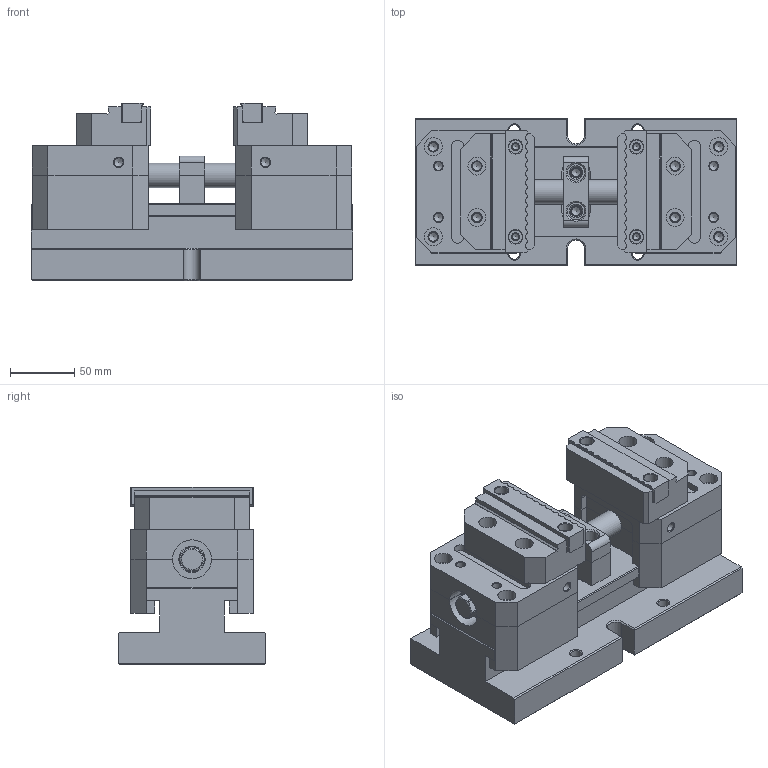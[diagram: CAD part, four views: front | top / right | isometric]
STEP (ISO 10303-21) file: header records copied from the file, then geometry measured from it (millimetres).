
FILE_DESCRIPTION(/* description */ (''),/* implementation_level */ '2;1');
FILE_NAME(/* name */ '24_95A1_Boca_Mordiente_A1_16-76.stp',/* time_stamp */ '2025-10-29T08:53:10+01:00',/* author */ (''),/* organization */ (''),/* preprocessor_version */ 'ST-DEVELOPER v20',/* originating_system */ 'SIEMENS PLM Software NX2406.8100',/* authorisation */ '');
FILE_SCHEMA (('AP203_CONFIGURATION_CONTROLLED_3D_DESIGN_OF_MECHANICAL_PARTS_AND_ASSEMBLIES_MIM_LF { 1 0 10303 403 2 1 2}'));
Length unit declared in the file: millimetre
Products named in the file (1): 24_95A1_Boca_Mordiente_A1_16-76_objects
Bounding box: 250 x 115 x 138.2 mm (x, y, z)
Volume: 2263942.3 mm3; surface area: 371247.4 mm2
Topology: 18 solids, 18 shells, 724 faces, 1862 edges, 1219 vertices
Faces by surface type: plane 369, cylinder 219, cone 126, torus 6, bspline 4
Full cylindrical faces by diameter (mm): 3.3 x4, 4.5 x4, 5 x4, 6.2 x4, 6.8 x28, 7 x4, 8 x8, 8.2 x16, 8.5 x8, 10.5 x4, 13.5 x3, 14 x20, 19 x2, 19.5 x2, 19.7 x2, 20 x2, 22 x2, 29 x2, 30 x2, 34 x2
Entity records: 20556 total; most frequent: CARTESIAN_POINT 3843, DIRECTION 3402, ORIENTED_EDGE 2988, EDGE_CURVE 1494, AXIS2_PLACEMENT_3D 1237, VERTEX_POINT 1134, EDGE_LOOP 1098, LINE 928
